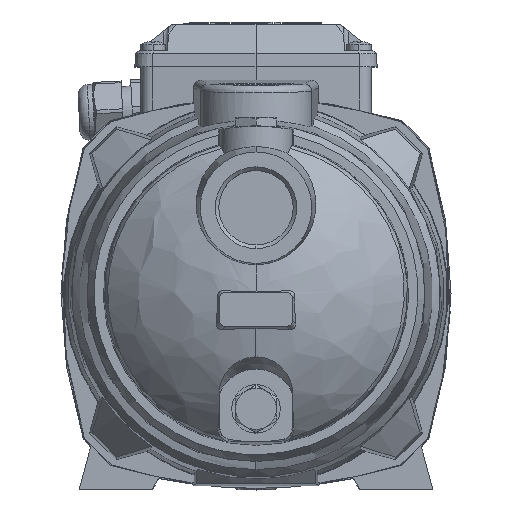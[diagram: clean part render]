
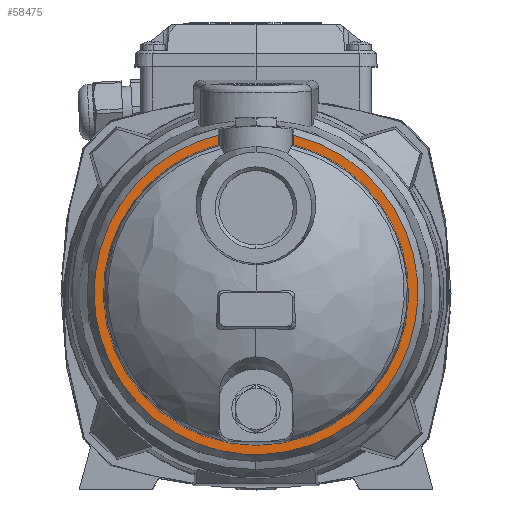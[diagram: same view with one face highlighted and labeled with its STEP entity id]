
A CAD part, top view. The second image highlights one B-rep face of the part: STEP entity #58475.
In plain terms, the highlighted planar face has unit normal (0, 0, 1).
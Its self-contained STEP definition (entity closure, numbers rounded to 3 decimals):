
#65 = CARTESIAN_POINT ( 'NONE',  ( 0., 0., 133.999 ) ) ;
#1406 = VECTOR ( 'NONE', #74044, 1000. ) ;
#1522 = VERTEX_POINT ( 'NONE', #72347 ) ;
#2590 = CARTESIAN_POINT ( 'NONE',  ( 66.385, -7.55, 133.999 ) ) ;
#3725 = CARTESIAN_POINT ( 'NONE',  ( 15.401, 65.014, 133.999 ) ) ;
#7508 = LINE ( 'NONE', #72882, #1406 ) ;
#9441 = EDGE_CURVE ( 'NONE', #52640, #36139, #45116, .T. ) ;
#11079 = DIRECTION ( 'NONE',  ( 0., 1., 0. ) ) ;
#17364 = DIRECTION ( 'NONE',  ( 0., 0., 1. ) ) ;
#18424 = CARTESIAN_POINT ( 'NONE',  ( -15.401, 61.089, 133.999 ) ) ;
#21042 = CARTESIAN_POINT ( 'NONE',  ( -59.645, -66.813, 133.999 ) ) ;
#21446 = CARTESIAN_POINT ( 'NONE',  ( 0., -66.813, 133.999 ) ) ;
#22109 = ORIENTED_EDGE ( 'NONE', *, *, #23949, .F. ) ;
#23949 = EDGE_CURVE ( 'NONE', #1522, #76000, #7508, .T. ) ;
#26614 = CARTESIAN_POINT ( 'NONE',  ( 59.645, -66.813, 133.999 ) ) ;
#32413 = VECTOR ( 'NONE', #63220, 1000. ) ;
#32529 = CARTESIAN_POINT ( 'NONE',  ( 15.401, 65.014, 133.999 ) ) ;
#35359 = PLANE ( 'NONE',  #66298 ) ;
#36139 = VERTEX_POINT ( 'NONE', #3725 ) ;
#38741 =( BOUNDED_CURVE ( )  B_SPLINE_CURVE ( 2, ( #32529, #56564, #2590, #26614, #21446, #21042, #76202, #39193, #75425 ),
 .UNSPECIFIED., .F., .F. ) 
 B_SPLINE_CURVE_WITH_KNOTS ( ( 3, 2, 2, 2, 3 ),
 ( 0., 0.097, 0.195, 0.293, 0.391 ),
 .UNSPECIFIED. ) 
 CURVE ( )  GEOMETRIC_REPRESENTATION_ITEM ( )  RATIONAL_B_SPLINE_CURVE ( ( 0.998, 0.747, 1., 0.746, 1., 0.746, 1., 0.747, 0.998 ) ) 
 REPRESENTATION_ITEM ( '' )  );
#38962 = ORIENTED_EDGE ( 'NONE', *, *, #43547, .F. ) ;
#39193 = CARTESIAN_POINT ( 'NONE',  ( -73.084, 51.35, 133.999 ) ) ;
#42005 = CIRCLE ( 'NONE', #69619, 63. ) ;
#43547 = EDGE_CURVE ( 'NONE', #36139, #1522, #38741, .T. ) ;
#44364 = EDGE_LOOP ( 'NONE', ( #47980, #22109, #38962, #46318 ) ) ;
#45116 = LINE ( 'NONE', #57723, #32413 ) ;
#46318 = ORIENTED_EDGE ( 'NONE', *, *, #9441, .F. ) ;
#47980 = ORIENTED_EDGE ( 'NONE', *, *, #47997, .F. ) ;
#47997 = EDGE_CURVE ( 'NONE', #76000, #52640, #42005, .T. ) ;
#48732 = DIRECTION ( 'NONE',  ( 0., -1., 0. ) ) ;
#50997 = CARTESIAN_POINT ( 'NONE',  ( 15.401, 61.089, 133.999 ) ) ;
#52640 = VERTEX_POINT ( 'NONE', #50997 ) ;
#54655 = FACE_OUTER_BOUND ( 'NONE', #44364, .T. ) ;
#56564 = CARTESIAN_POINT ( 'NONE',  ( 73.084, 51.35, 133.999 ) ) ;
#57723 = CARTESIAN_POINT ( 'NONE',  ( 15.401, 75.932, 133.999 ) ) ;
#58475 = ADVANCED_FACE ( 'NONE', ( #54655 ), #35359, .T. ) ;
#60154 = CARTESIAN_POINT ( 'NONE',  ( 133.626, 133.626, 133.999 ) ) ;
#63220 = DIRECTION ( 'NONE',  ( 0., 1., 0. ) ) ;
#66298 = AXIS2_PLACEMENT_3D ( 'NONE', #60154, #66427, #48732 ) ;
#66427 = DIRECTION ( 'NONE',  ( 0., 0., 1. ) ) ;
#69619 = AXIS2_PLACEMENT_3D ( 'NONE', #65, #17364, #11079 ) ;
#72347 = CARTESIAN_POINT ( 'NONE',  ( -15.401, 65.014, 133.999 ) ) ;
#72882 = CARTESIAN_POINT ( 'NONE',  ( -15.401, 75.932, 133.999 ) ) ;
#74044 = DIRECTION ( 'NONE',  ( 0., -1., 0. ) ) ;
#75425 = CARTESIAN_POINT ( 'NONE',  ( -15.401, 65.014, 133.999 ) ) ;
#76000 = VERTEX_POINT ( 'NONE', #18424 ) ;
#76202 = CARTESIAN_POINT ( 'NONE',  ( -66.385, -7.55, 133.999 ) ) ;
